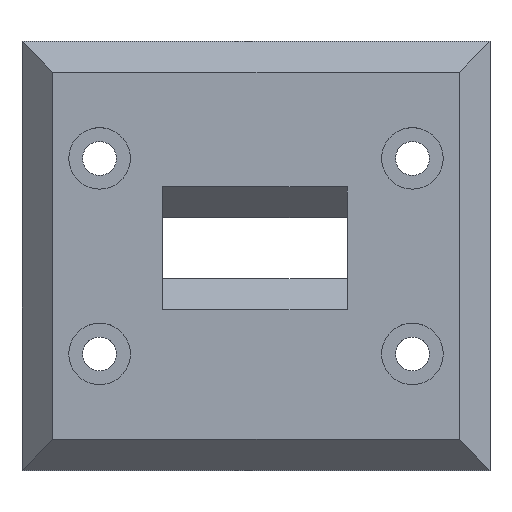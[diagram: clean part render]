
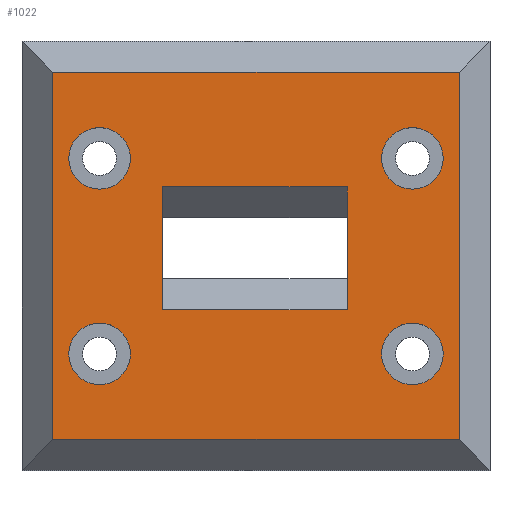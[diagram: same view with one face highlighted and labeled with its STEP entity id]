
A CAD part, top view. The second image highlights one B-rep face of the part: STEP entity #1022.
In plain terms, the highlighted planar face has unit normal (0, 0, 1).
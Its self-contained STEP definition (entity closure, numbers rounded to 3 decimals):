
#23=FACE_BOUND('',#111,.T.);
#24=FACE_BOUND('',#112,.T.);
#25=FACE_BOUND('',#113,.T.);
#26=FACE_BOUND('',#114,.T.);
#27=FACE_BOUND('',#115,.T.);
#37=CIRCLE('',#1081,2.);
#38=CIRCLE('',#1082,2.);
#39=CIRCLE('',#1083,2.);
#40=CIRCLE('',#1084,2.);
#54=FACE_OUTER_BOUND('',#110,.T.);
#110=EDGE_LOOP('',(#685,#686,#687,#688));
#111=EDGE_LOOP('',(#689));
#112=EDGE_LOOP('',(#690));
#113=EDGE_LOOP('',(#691));
#114=EDGE_LOOP('',(#692));
#115=EDGE_LOOP('',(#693,#694,#695,#696));
#180=LINE('',#1433,#310);
#183=LINE('',#1440,#313);
#184=LINE('',#1442,#314);
#185=LINE('',#1444,#315);
#186=LINE('',#1445,#316);
#187=LINE('',#1455,#317);
#188=LINE('',#1457,#318);
#189=LINE('',#1458,#319);
#310=VECTOR('',#1156,10.);
#313=VECTOR('',#1161,10.);
#314=VECTOR('',#1162,10.);
#315=VECTOR('',#1163,10.);
#316=VECTOR('',#1164,10.);
#317=VECTOR('',#1173,10.);
#318=VECTOR('',#1174,10.);
#319=VECTOR('',#1175,10.);
#440=VERTEX_POINT('',#1430);
#441=VERTEX_POINT('',#1432);
#443=VERTEX_POINT('',#1438);
#444=VERTEX_POINT('',#1439);
#445=VERTEX_POINT('',#1441);
#446=VERTEX_POINT('',#1443);
#447=VERTEX_POINT('',#1446);
#448=VERTEX_POINT('',#1448);
#449=VERTEX_POINT('',#1450);
#450=VERTEX_POINT('',#1452);
#451=VERTEX_POINT('',#1454);
#452=VERTEX_POINT('',#1456);
#536=EDGE_CURVE('',#440,#441,#180,.T.);
#539=EDGE_CURVE('',#443,#444,#183,.T.);
#540=EDGE_CURVE('',#445,#443,#184,.T.);
#541=EDGE_CURVE('',#446,#445,#185,.T.);
#542=EDGE_CURVE('',#444,#446,#186,.T.);
#543=EDGE_CURVE('',#447,#447,#37,.T.);
#544=EDGE_CURVE('',#448,#448,#38,.T.);
#545=EDGE_CURVE('',#449,#449,#39,.T.);
#546=EDGE_CURVE('',#450,#450,#40,.T.);
#547=EDGE_CURVE('',#451,#441,#187,.T.);
#548=EDGE_CURVE('',#440,#452,#188,.T.);
#549=EDGE_CURVE('',#451,#452,#189,.T.);
#685=ORIENTED_EDGE('',*,*,#539,.F.);
#686=ORIENTED_EDGE('',*,*,#540,.F.);
#687=ORIENTED_EDGE('',*,*,#541,.F.);
#688=ORIENTED_EDGE('',*,*,#542,.F.);
#689=ORIENTED_EDGE('',*,*,#543,.T.);
#690=ORIENTED_EDGE('',*,*,#544,.T.);
#691=ORIENTED_EDGE('',*,*,#545,.T.);
#692=ORIENTED_EDGE('',*,*,#546,.T.);
#693=ORIENTED_EDGE('',*,*,#547,.T.);
#694=ORIENTED_EDGE('',*,*,#536,.F.);
#695=ORIENTED_EDGE('',*,*,#548,.T.);
#696=ORIENTED_EDGE('',*,*,#549,.F.);
#974=PLANE('',#1080);
#1022=ADVANCED_FACE('',(#54,#23,#24,#25,#26,#27),#974,.T.);
#1080=AXIS2_PLACEMENT_3D('',#1437,#1159,#1160);
#1081=AXIS2_PLACEMENT_3D('',#1447,#1165,#1166);
#1082=AXIS2_PLACEMENT_3D('',#1449,#1167,#1168);
#1083=AXIS2_PLACEMENT_3D('',#1451,#1169,#1170);
#1084=AXIS2_PLACEMENT_3D('',#1453,#1171,#1172);
#1156=DIRECTION('',(-1.,0.,0.));
#1159=DIRECTION('center_axis',(0.,0.,1.));
#1160=DIRECTION('ref_axis',(1.,0.,0.));
#1161=DIRECTION('',(1.,0.,0.));
#1162=DIRECTION('',(0.,1.,0.));
#1163=DIRECTION('',(-1.,0.,0.));
#1164=DIRECTION('',(0.,-1.,0.));
#1165=DIRECTION('center_axis',(0.,0.,-1.));
#1166=DIRECTION('ref_axis',(-1.,0.,0.));
#1167=DIRECTION('center_axis',(0.,0.,-1.));
#1168=DIRECTION('ref_axis',(-1.,0.,0.));
#1169=DIRECTION('center_axis',(0.,0.,-1.));
#1170=DIRECTION('ref_axis',(-1.,0.,0.));
#1171=DIRECTION('center_axis',(0.,0.,-1.));
#1172=DIRECTION('ref_axis',(-1.,0.,0.));
#1173=DIRECTION('',(0.,1.,0.));
#1174=DIRECTION('',(0.,-1.,0.));
#1175=DIRECTION('',(1.,0.,0.));
#1430=CARTESIAN_POINT('',(18.626,15.903,11.57));
#1432=CARTESIAN_POINT('',(6.626,15.903,11.57));
#1433=CARTESIAN_POINT('',(9.663,15.903,11.57));
#1437=CARTESIAN_POINT('Origin',(12.7,11.43,11.57));
#1438=CARTESIAN_POINT('',(-0.5,23.36,11.57));
#1439=CARTESIAN_POINT('',(25.9,23.36,11.57));
#1440=CARTESIAN_POINT('',(5.35,23.36,11.57));
#1441=CARTESIAN_POINT('',(-0.5,-0.5,11.57));
#1442=CARTESIAN_POINT('',(-0.5,4.715,11.57));
#1443=CARTESIAN_POINT('',(25.9,-0.5,11.57));
#1444=CARTESIAN_POINT('',(20.05,-0.5,11.57));
#1445=CARTESIAN_POINT('',(25.9,18.145,11.57));
#1446=CARTESIAN_POINT('',(24.86,5.06,11.57));
#1447=CARTESIAN_POINT('Origin',(22.86,5.06,11.57));
#1448=CARTESIAN_POINT('',(4.54,5.06,11.57));
#1449=CARTESIAN_POINT('Origin',(2.54,5.06,11.57));
#1450=CARTESIAN_POINT('',(24.86,17.76,11.57));
#1451=CARTESIAN_POINT('Origin',(22.86,17.76,11.57));
#1452=CARTESIAN_POINT('',(4.54,17.76,11.57));
#1453=CARTESIAN_POINT('Origin',(2.54,17.76,11.57));
#1454=CARTESIAN_POINT('',(6.626,7.93,11.57));
#1455=CARTESIAN_POINT('',(6.626,8.167,11.57));
#1456=CARTESIAN_POINT('',(18.626,7.93,11.57));
#1457=CARTESIAN_POINT('',(18.626,11.167,11.57));
#1458=CARTESIAN_POINT('',(15.663,7.93,11.57));
